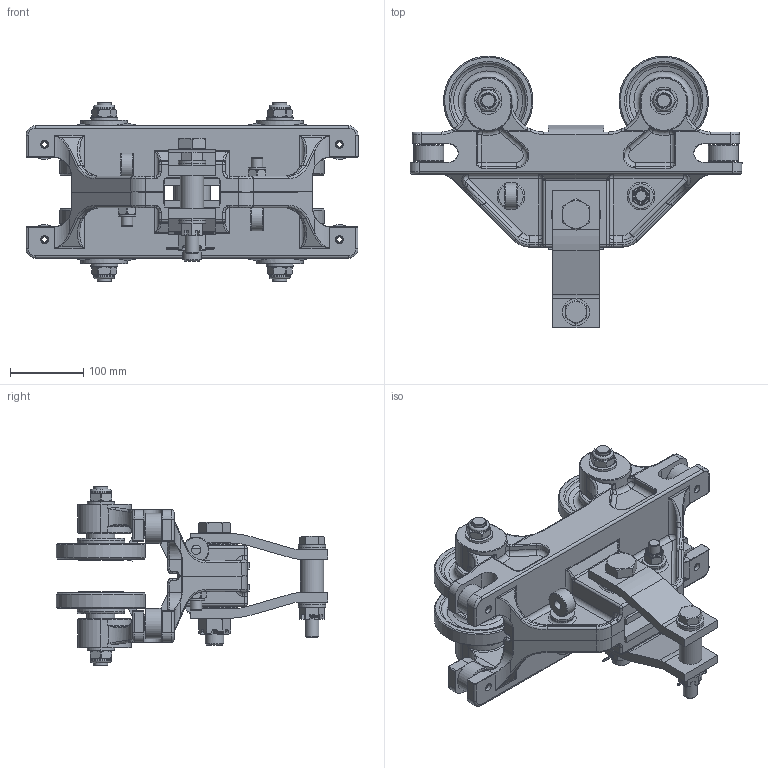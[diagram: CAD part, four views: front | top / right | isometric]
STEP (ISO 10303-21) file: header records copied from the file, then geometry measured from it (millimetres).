
FILE_DESCRIPTION((''),'2;1');
FILE_NAME('10061 BT-325-10-DHS TROLLEY.stp','2011-03-31T08:44:21',('jholman'),(''),'Autodesk Inventor 2011','Autodesk Inventor 2011','');
FILE_SCHEMA(('AUTOMOTIVE_DESIGN { 1 0 10303 214 1 1 1 1 }'));
Length unit declared in the file: inch
Products named in the file (27): 10061; 3D11E5C4C; 3D11B5C4C; Slotted Hex Nut - UNC (Regular Thread - Inch) 1 - 8; 3D11F3B4A; 3D11G3B4A; 3D11W2B4A; 3D11Z2B4A; Hex Cap Screw - UNC (Regular Thread - Inch) 3/4-10 UNC - 6; 3D11I5C4A; Hex Cap Screw - Inch 1-8 UNC - 6; 3D11GYC4D; 3D1191G4A; 3D11U4B4D; 3D11V7B4C; 3D11Y4C4A; 3D11W4C4A; Pin - Slotted Spring (Inch) 7/16 x 2; 3D11H3C4C; 3D1147B4C; 3D11C9B4B; 3D11C6B4A; 3D11S6B4B; 3D11I7B4B; 3D1154G4D; 3D11Z4G4A; Type A - Plain Washer (Inch) 5/8 - narrow - Type A
Assembly tree (59 placements, depth 4):
  10061
    3D11E5C4C
      3D11B5C4C  x2
      Slotted Hex Nut - UNC (Regular Thread - Inch) 1 - 8
      3D11F3B4A
      3D11G3B4A  x4
      3D11W2B4A
      3D11Z2B4A
      Hex Cap Screw - UNC (Regular Thread - Inch) 3/4-10 UNC - 6
      3D11I5C4A
      Hex Cap Screw - Inch 1-8 UNC - 6
    3D11GYC4D
      3D1191G4A  x2
      3D11U4B4D  x2
      3D11V7B4C  x2
      3D11Y4C4A
      3D11W4C4A  x4
      Pin - Slotted Spring (Inch) 7/16 x 2  x4
      3D11H3C4C  x4
        3D1147B4C
        3D11C9B4B
        3D11C6B4A
      3D11S6B4B  x4
      3D11I7B4B  x4
      3D11G3B4A  x4
      3D1154G4D  x4
      3D11Z4G4A  x2
      Type A - Plain Washer (Inch) 5/8 - narrow - Type A  x4
Bounding box: 454.02 x 371.48 x 245.29 mm (x, y, z)
Volume: 4752703.2 mm3; surface area: 976580.1 mm2
Topology: 62 solids, 62 shells, 2253 faces, 5259 edges, 3080 vertices
Faces by surface type: cylinder 749, plane 520, bspline 434, torus 317, cone 153, sphere 80
Full cylindrical faces by diameter (mm): 3.969 x1, 4.366 x1, 11.113 x12, 12.7 x2, 13.386 x2, 13.843 x2, 15.875 x2, 16.272 x4, 16.662 x4, 17.374 x2, 17.475 x4, 17.602 x4, 18.974 x4, 19.05 x13, 19.447 x4, 19.964 x4, 20.638 x3, 21.971 x1, 23.114 x2, 25.4 x1, 25.718 x1, 26.988 x4, 28.577 x4, 31.75 x6, 33.325 x4, 34.29 x1, 41.275 x4, 50.8 x1, 52.057 x8, 55.118 x4
Entity records: 36299 total; most frequent: CARTESIAN_POINT 12017, DIRECTION 4993, ORIENTED_EDGE 4748, EDGE_CURVE 2374, AXIS2_PLACEMENT_3D 2101, VERTEX_POINT 1478, EDGE_LOOP 1220, CIRCLE 1102
